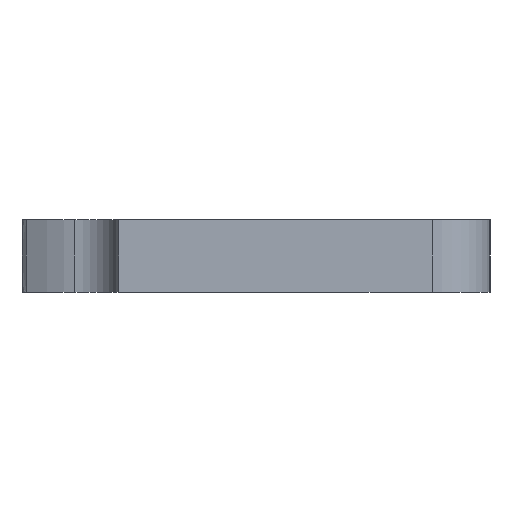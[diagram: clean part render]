
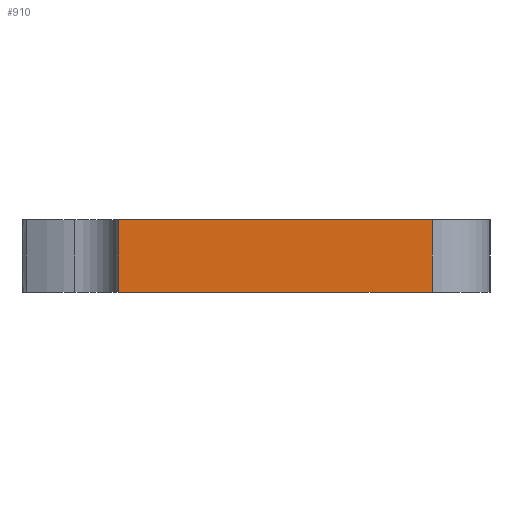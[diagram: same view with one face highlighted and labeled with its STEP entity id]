
A CAD part, left-side view. The second image highlights one B-rep face of the part: STEP entity #910.
In plain terms, the highlighted planar face has unit normal (-1, 0, 0).
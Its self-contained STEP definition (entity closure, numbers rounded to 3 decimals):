
#133=PLANE('',#998);
#145=FACE_OUTER_BOUND('',#199,.T.);
#199=EDGE_LOOP('',(#672,#673,#674,#675));
#247=LINE('',#1178,#282);
#251=LINE('',#1605,#286);
#260=LINE('',#1632,#295);
#262=LINE('',#1637,#297);
#282=VECTOR('',#1034,10.);
#286=VECTOR('',#1072,10.);
#295=VECTOR('',#1099,10.);
#297=VECTOR('',#1105,10.);
#351=VERTEX_POINT('',#1175);
#352=VERTEX_POINT('',#1177);
#398=VERTEX_POINT('',#1603);
#407=VERTEX_POINT('',#1631);
#450=EDGE_CURVE('',#352,#351,#247,.T.);
#499=EDGE_CURVE('',#398,#351,#251,.T.);
#512=EDGE_CURVE('',#407,#352,#260,.T.);
#515=EDGE_CURVE('',#398,#407,#262,.T.);
#672=ORIENTED_EDGE('',*,*,#499,.F.);
#673=ORIENTED_EDGE('',*,*,#515,.T.);
#674=ORIENTED_EDGE('',*,*,#512,.T.);
#675=ORIENTED_EDGE('',*,*,#450,.T.);
#910=ADVANCED_FACE('',(#145),#133,.T.);
#998=AXIS2_PLACEMENT_3D('',#1636,#1103,#1104);
#1034=DIRECTION('',(0.,-1.,0.));
#1072=DIRECTION('',(0.,0.,-1.));
#1099=DIRECTION('',(0.,0.,-1.));
#1103=DIRECTION('center_axis',(-1.,0.,0.));
#1104=DIRECTION('ref_axis',(0.,-1.,0.));
#1105=DIRECTION('',(0.,1.,0.));
#1175=CARTESIAN_POINT('',(160.,-24.751,-5.));
#1177=CARTESIAN_POINT('',(160.,-3.15,-5.));
#1178=CARTESIAN_POINT('',(160.,-18.851,-5.));
#1603=CARTESIAN_POINT('',(160.,-24.751,0.));
#1605=CARTESIAN_POINT('',(160.,-24.751,0.));
#1631=CARTESIAN_POINT('',(160.,-3.15,0.));
#1632=CARTESIAN_POINT('',(160.,-3.15,0.));
#1636=CARTESIAN_POINT('Origin',(160.,31.249,0.));
#1637=CARTESIAN_POINT('',(160.,19.983,0.));
